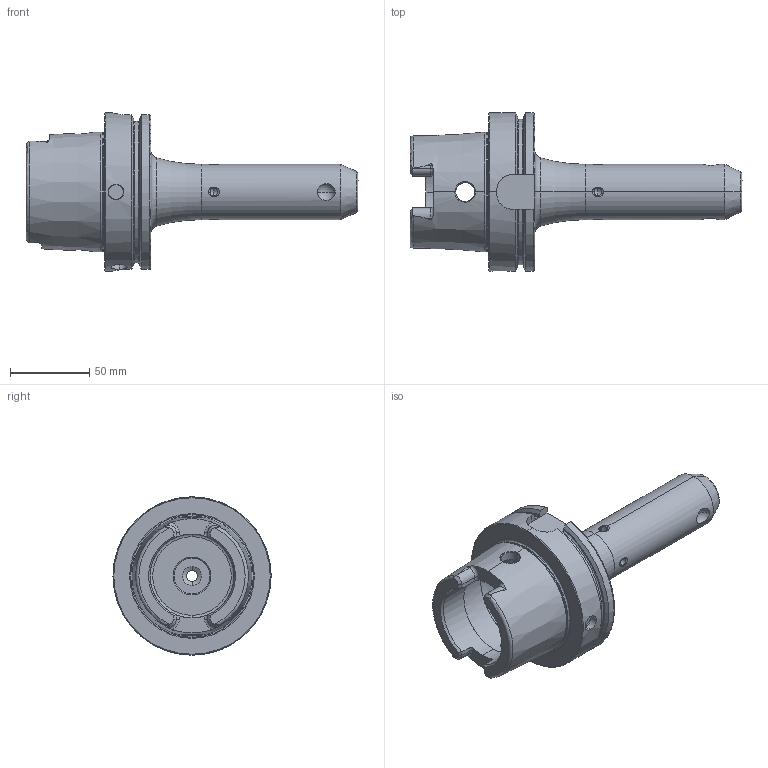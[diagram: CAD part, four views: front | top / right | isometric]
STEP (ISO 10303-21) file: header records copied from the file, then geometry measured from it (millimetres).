
FILE_DESCRIPTION (( 'STEP AP203' ), '1' );
FILE_NAME ('HA0.W10.K21.160.STEP', '2011-07-12T14:09:12', ( 'baer' ), ( 'Hewlett-Packard Company' ), 'SwSTEP 2.0', 'SolidWorks 2009', '' );
FILE_SCHEMA (( 'CONFIG_CONTROL_DESIGN' ));
Length unit declared in the file: millimetre
Products named in the file (4): HA0.W10.K21.160; HA0-W10.K21.160_C_Fertigbearbeitung; ERU-CJ2.001.006_Default; W10-ER1.001.012_Default
Assembly tree (4 placements, depth 2):
  HA0.W10.K21.160
    W10-ER1.001.012_Default
    HA0-W10.K21.160_C_Fertigbearbeitung
    ERU-CJ2.001.006_Default  x2
Bounding box: 209.98 x 100 x 100 mm (x, y, z)
Volume: 373084.9 mm3; surface area: 69271.3 mm2
Topology: 4 solids, 4 shells, 277 faces, 682 edges, 414 vertices
Faces by surface type: cylinder 84, plane 71, cone 70, torus 44, bspline 6, sphere 2
Entity records: 10250 total; most frequent: CARTESIAN_POINT 3823, ORIENTED_EDGE 1268, DIRECTION 1233, EDGE_CURVE 634, AXIS2_PLACEMENT_3D 499, VERTEX_POINT 394, EDGE_LOOP 290, FACE_OUTER_BOUND 262
